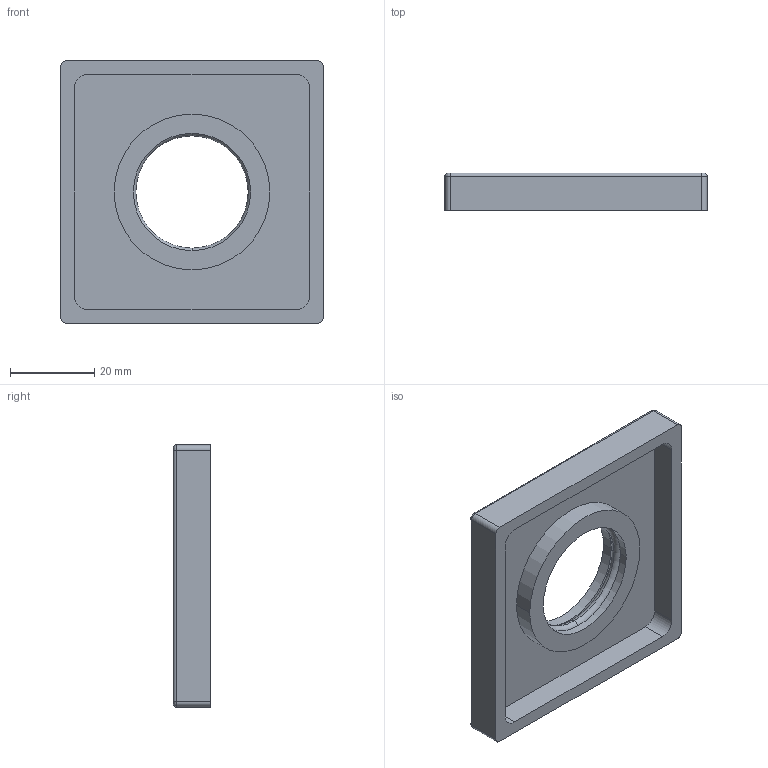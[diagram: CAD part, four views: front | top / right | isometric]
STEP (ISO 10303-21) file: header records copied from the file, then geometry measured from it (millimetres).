
FILE_DESCRIPTION((''),'2;1');
FILE_NAME('206-301','2024-08-02T10:56:32',('rsmith'),(''),'CREO PARAMETRIC BY PTC INC, 2023134','CREO PARAMETRIC BY PTC INC, 2023134','');
FILE_SCHEMA(('CONFIG_CONTROL_DESIGN'));
Length unit declared in the file: inch
Products named in the file (1): 206-301
Bounding box: 62.23 x 8.89 x 62.23 mm (x, y, z)
Volume: 16620.9 mm3; surface area: 12257.4 mm2
Topology: 2 solids, 2 shells, 42 faces, 96 edges, 60 vertices
Faces by surface type: cylinder 20, plane 14, bspline 4, torus 4
Entity records: 1286 total; most frequent: CARTESIAN_POINT 258, DIRECTION 224, ORIENTED_EDGE 192, EDGE_CURVE 96, AXIS2_PLACEMENT_3D 90, VERTEX_POINT 60, CIRCLE 52, EDGE_LOOP 48
